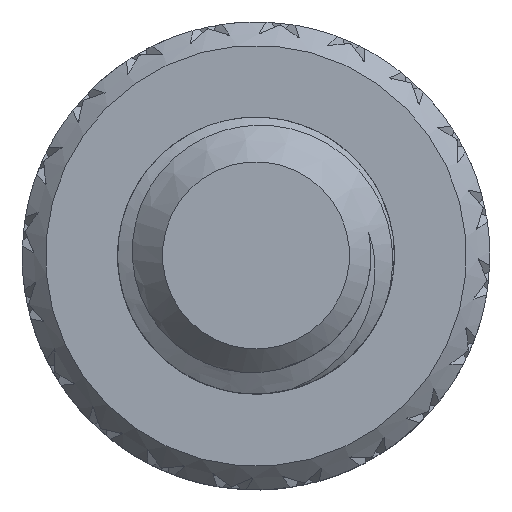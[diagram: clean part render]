
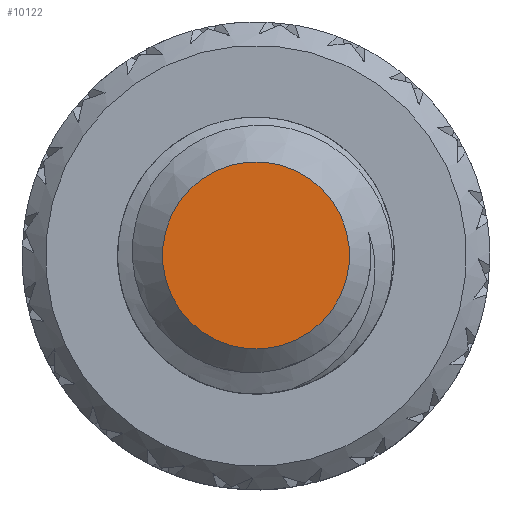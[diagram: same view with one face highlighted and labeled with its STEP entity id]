
A CAD part, top view. The second image highlights one B-rep face of the part: STEP entity #10122.
In plain terms, the highlighted planar face has unit normal (0, 0, 1).
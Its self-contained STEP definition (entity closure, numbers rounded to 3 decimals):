
#16=PLANE('',#10941);
#680=FACE_OUTER_BOUND('',#1481,.T.);
#1481=EDGE_LOOP('',(#6655));
#2271=CIRCLE('',#10938,4.);
#4005=VERTEX_POINT('',#12899);
#4913=EDGE_CURVE('',#4005,#4005,#2271,.T.);
#6655=ORIENTED_EDGE('',*,*,#4913,.T.);
#10122=ADVANCED_FACE('',(#680),#16,.F.);
#10938=AXIS2_PLACEMENT_3D('',#12900,#11177,#11178);
#10941=AXIS2_PLACEMENT_3D('',#13380,#11184,#11185);
#11177=DIRECTION('center_axis',(0.,0.,
1.));
#11178=DIRECTION('ref_axis',(-0.259,-0.966,0.));
#11184=DIRECTION('center_axis',(0.,0.,
-1.));
#11185=DIRECTION('ref_axis',(0.259,0.966,0.));
#12899=CARTESIAN_POINT('',(577.835,-262.661,-23.671));
#12900=CARTESIAN_POINT('Origin',(576.8,-266.524,-23.671));
#13380=CARTESIAN_POINT('Origin',(576.8,-266.524,-23.671));
